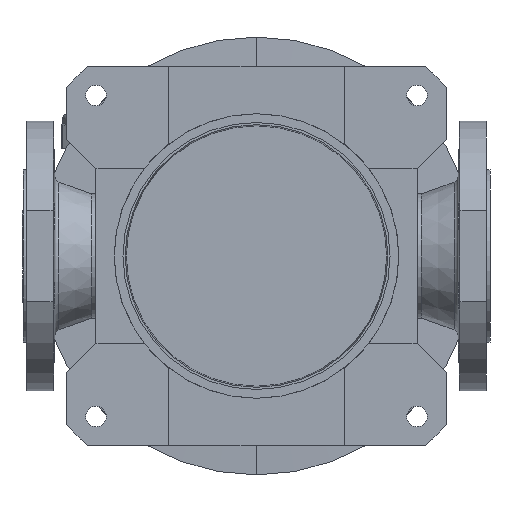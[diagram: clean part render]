
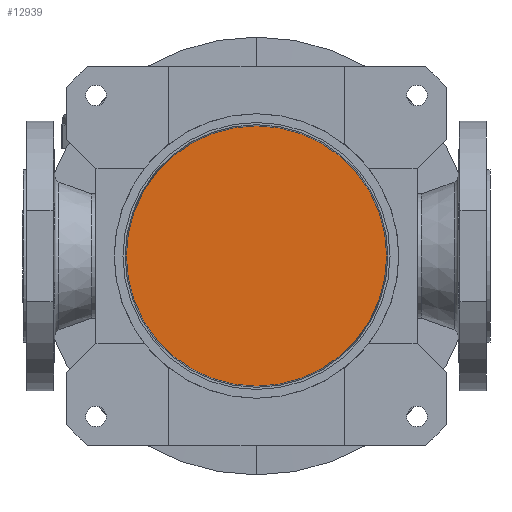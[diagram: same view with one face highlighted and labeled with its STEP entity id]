
A CAD part, front view. The second image highlights one B-rep face of the part: STEP entity #12939.
In plain terms, the highlighted planar face has unit normal (0, -1, 0).
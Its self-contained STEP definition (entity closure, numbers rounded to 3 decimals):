
#1518 = AXIS2_PLACEMENT_3D ( 'NONE', #103584, #4813, #84442 ) ;
#4813 = DIRECTION ( 'NONE',  ( 0., 1., 0. ) ) ;
#8023 = VERTEX_POINT ( 'NONE', #64825 ) ;
#11311 = AXIS2_PLACEMENT_3D ( 'NONE', #78272, #15149, #35559 ) ;
#12749 = EDGE_LOOP ( 'NONE', ( #98876, #20283 ) ) ;
#12939 = ADVANCED_FACE ( 'NONE', ( #49032 ), #88527, .T. ) ;
#15149 = DIRECTION ( 'NONE',  ( 0., 1., 0. ) ) ;
#18789 = DIRECTION ( 'NONE',  ( 0., -1., 0. ) ) ;
#20283 = ORIENTED_EDGE ( 'NONE', *, *, #31416, .F. ) ;
#30932 = CIRCLE ( 'NONE', #1518, 89.214 ) ;
#31416 = EDGE_CURVE ( 'NONE', #8023, #105523, #30932, .T. ) ;
#35559 = DIRECTION ( 'NONE',  ( 0., 0., 1. ) ) ;
#49032 = FACE_OUTER_BOUND ( 'NONE', #12749, .T. ) ;
#57146 = AXIS2_PLACEMENT_3D ( 'NONE', #118228, #18789, #119532 ) ;
#63824 = CIRCLE ( 'NONE', #11311, 89.214 ) ;
#64825 = CARTESIAN_POINT ( 'NONE',  ( 0., -46., 89.214 ) ) ;
#78272 = CARTESIAN_POINT ( 'NONE',  ( 0., -46., 0. ) ) ;
#84442 = DIRECTION ( 'NONE',  ( 0., 0., 1. ) ) ;
#88527 = PLANE ( 'NONE',  #57146 ) ;
#97326 = EDGE_CURVE ( 'NONE', #105523, #8023, #63824, .T. ) ;
#98876 = ORIENTED_EDGE ( 'NONE', *, *, #97326, .F. ) ;
#103584 = CARTESIAN_POINT ( 'NONE',  ( 0., -46., 0. ) ) ;
#105523 = VERTEX_POINT ( 'NONE', #108661 ) ;
#108661 = CARTESIAN_POINT ( 'NONE',  ( 0., -46., -89.214 ) ) ;
#118228 = CARTESIAN_POINT ( 'NONE',  ( 0., -46., 0. ) ) ;
#119532 = DIRECTION ( 'NONE',  ( 0., 0., -1. ) ) ;
